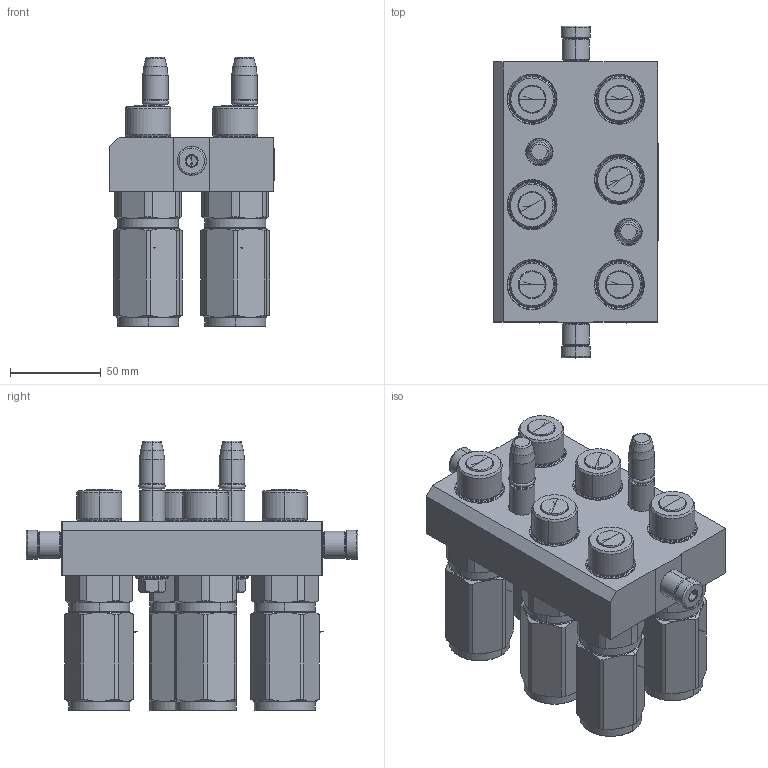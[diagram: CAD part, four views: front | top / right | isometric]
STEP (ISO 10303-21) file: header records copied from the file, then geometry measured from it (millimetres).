
FILE_DESCRIPTION (( 'STEP AP214' ), '1' );
FILE_NAME ('FASTER.step', '2024-03-15T13:43:41', ( '' ), ( '' ), 'SwSTEP 2.0', 'SolidWorks 2017', '' );
FILE_SCHEMA (( 'AUTOMOTIVE_DESIGN' ));
Length unit declared in the file: millimetre
Products named in the file (11): 4830_013_3000_030; 3ffnp12-34g_m; 1540_080_0008_000; 4830_021_0000_000; et002; P608_M_BASE; or2_62x9_19_m; 4830_028_1000_011; FASTER; 4850_010_0000_010
Assembly tree (20 placements, depth 3):
  FASTER
    P608_M_BASE
      4850_010_0000_010
      4830_021_0000_000  x2
      4830_013_3000_030  x2
      4830_028_1000_011  x2
      1540_080_0008_000  x2
      or2_62x9_19_m  x2
    3ffnp12-34g_m  x6
      3ffnp12-34g_m
    et002
Bounding box: 90.3 x 182.6 x 148.2 mm (x, y, z)
Volume: 2873.9 mm3; surface area: 187468.3 mm2
Topology: 5 solids, 88 shells, 2931 faces, 9095 edges, 6108 vertices
Faces by surface type: plane 1656, cylinder 491, cone 456, bspline 188, torus 140
Entity records: 56999 total; most frequent: CARTESIAN_POINT 14478, ORIENTED_EDGE 8190, DIRECTION 7526, EDGE_CURVE 4302, VECTOR 3146, LINE 3146, VERTEX_POINT 2844, AXIS2_PLACEMENT_3D 2190
